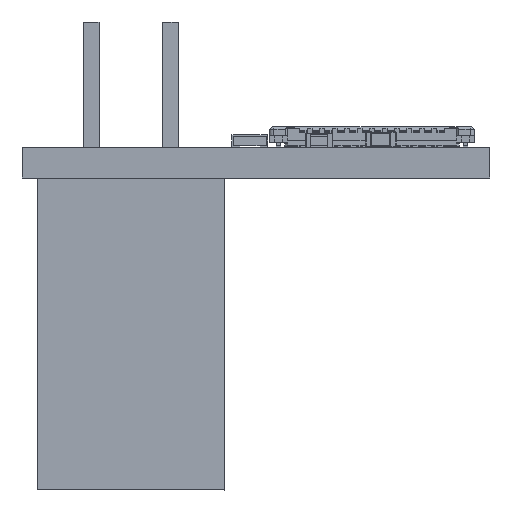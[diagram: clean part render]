
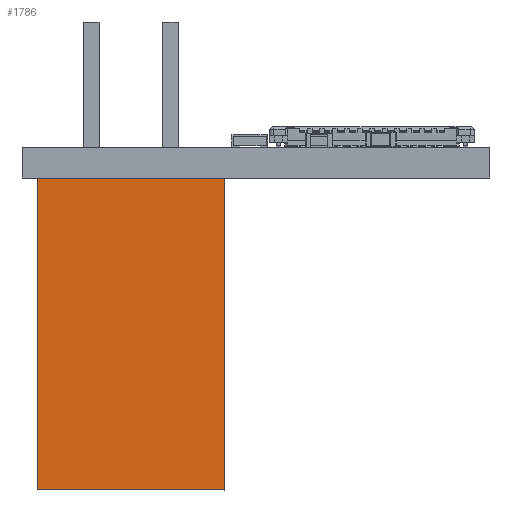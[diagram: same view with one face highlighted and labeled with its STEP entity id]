
A CAD part, front view. The second image highlights one B-rep face of the part: STEP entity #1786.
In plain terms, the highlighted face is planar.
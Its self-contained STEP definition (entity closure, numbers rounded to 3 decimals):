
#1683 = VERTEX_POINT('',#1684);
#1684 = CARTESIAN_POINT('',(-7.,0.,0.));
#1701 = VERTEX_POINT('',#1702);
#1702 = CARTESIAN_POINT('',(-7.,0.,6.));
#1708 = EDGE_CURVE('',#1701,#1683,#1709,.T.);
#1709 = LINE('',#1710,#1711);
#1710 = CARTESIAN_POINT('',(-7.,0.,6.));
#1711 = VECTOR('',#1712,1.);
#1712 = DIRECTION('',(0.,0.,-1.));
#1786 = ADVANCED_FACE('',(#1787),#1812,.F.);
#1787 = FACE_BOUND('',#1788,.T.);
#1788 = EDGE_LOOP('',(#1789,#1797,#1798,#1806));
#1789 = ORIENTED_EDGE('',*,*,#1790,.T.);
#1790 = EDGE_CURVE('',#1791,#1683,#1793,.T.);
#1791 = VERTEX_POINT('',#1792);
#1792 = CARTESIAN_POINT('',(-7.,10.,0.));
#1793 = LINE('',#1794,#1795);
#1794 = CARTESIAN_POINT('',(-7.,10.,0.));
#1795 = VECTOR('',#1796,1.);
#1796 = DIRECTION('',(0.,-1.,0.));
#1797 = ORIENTED_EDGE('',*,*,#1708,.F.);
#1798 = ORIENTED_EDGE('',*,*,#1799,.F.);
#1799 = EDGE_CURVE('',#1800,#1701,#1802,.T.);
#1800 = VERTEX_POINT('',#1801);
#1801 = CARTESIAN_POINT('',(-7.,10.,6.));
#1802 = LINE('',#1803,#1804);
#1803 = CARTESIAN_POINT('',(-7.,10.,6.));
#1804 = VECTOR('',#1805,1.);
#1805 = DIRECTION('',(0.,-1.,0.));
#1806 = ORIENTED_EDGE('',*,*,#1807,.T.);
#1807 = EDGE_CURVE('',#1800,#1791,#1808,.T.);
#1808 = LINE('',#1809,#1810);
#1809 = CARTESIAN_POINT('',(-7.,10.,6.));
#1810 = VECTOR('',#1811,1.);
#1811 = DIRECTION('',(0.,0.,-1.));
#1812 = PLANE('',#1813);
#1813 = AXIS2_PLACEMENT_3D('',#1814,#1815,#1816);
#1814 = CARTESIAN_POINT('',(-7.,10.,6.));
#1815 = DIRECTION('',(1.,0.,0.));
#1816 = DIRECTION('',(0.,1.,0.));
